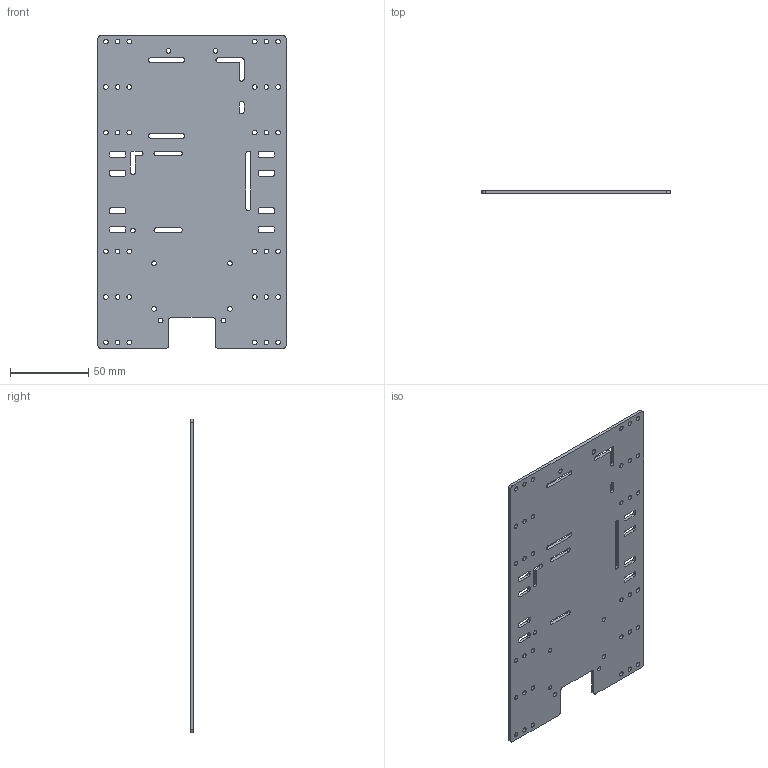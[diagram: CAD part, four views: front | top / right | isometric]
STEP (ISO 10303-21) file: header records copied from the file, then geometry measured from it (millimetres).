
FILE_DESCRIPTION (( 'STEP AP203' ), '1' );
FILE_NAME ('woodClosdtop.STEP', '2024-05-20T15:44:29', ( '' ), ( '' ), 'SwSTEP 2.0', 'SolidWorks 2020', '' );
FILE_SCHEMA (( 'CONFIG_CONTROL_DESIGN' ));
Length unit declared in the file: millimetre
Products named in the file (1): woodClosdtop
Bounding box: 120 x 2 x 200 mm (x, y, z)
Volume: 44495.5 mm3; surface area: 47874.8 mm2
Topology: 1 solids, 1 shells, 212 faces, 630 edges, 420 vertices
Faces by surface type: cylinder 150, plane 62
Entity records: 7575 total; most frequent: DIRECTION 1356, CARTESIAN_POINT 1263, ORIENTED_EDGE 1260, EDGE_CURVE 630, AXIS2_PLACEMENT_3D 513, VERTEX_POINT 420, EDGE_LOOP 334, LINE 330
